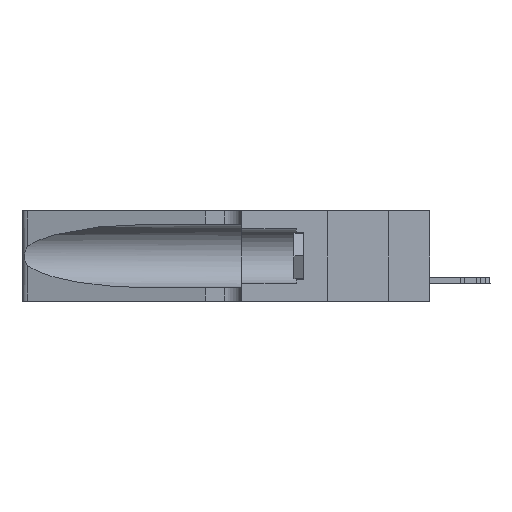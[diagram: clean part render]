
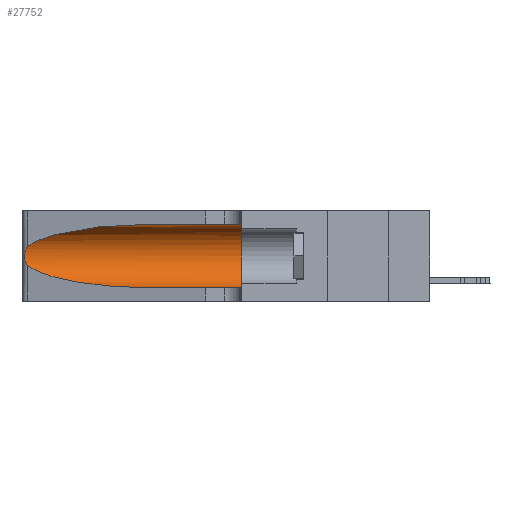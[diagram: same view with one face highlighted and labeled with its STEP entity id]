
A CAD part, left-side view. The second image highlights one B-rep face of the part: STEP entity #27752.
In plain terms, the highlighted cylindrical face has radius 3.308 mm (diameter 6.617 mm), a partial arc.
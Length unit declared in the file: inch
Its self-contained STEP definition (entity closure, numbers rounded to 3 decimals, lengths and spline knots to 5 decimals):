
#725 = EDGE_CURVE ( 'NONE', #29479, #8571, #9424, .T. ) ;
#868 = EDGE_CURVE ( 'NONE', #32702, #8571, #24203, .T. ) ;
#1045 = B_SPLINE_CURVE_WITH_KNOTS ( 'NONE', 3,
 ( #38927, #12164, #2003, #36750, #5550, #6505, #18406, #43014, #25804, #29177, #21950, #22118, #19656, #32614 ),
 .UNSPECIFIED., .F., .F.,
 ( 4, 2, 2, 2, 2, 2, 4 ),
 ( 0., 0.00027, 0.00053, 0.00107, 0.0016, 0.00187, 0.00214 ),
 .UNSPECIFIED. ) ;
#2003 = CARTESIAN_POINT ( 'NONE',  ( 0.25639, 1.23184, 0.21858 ) ) ;
#2227 = CARTESIAN_POINT ( 'NONE',  ( 0.1305, 1.61858, 0.31525 ) ) ;
#2741 = ORIENTED_EDGE ( 'NONE', *, *, #24333, .T. ) ;
#5550 = CARTESIAN_POINT ( 'NONE',  ( 0.25854, 1.2359, 0.20912 ) ) ;
#6374 = CARTESIAN_POINT ( 'NONE',  ( 0.1305, 1.61858, 0.05475 ) ) ;
#6505 = CARTESIAN_POINT ( 'NONE',  ( 0.26018, 1.23835, 0.19895 ) ) ;
#6589 = CARTESIAN_POINT ( 'NONE',  ( 0.2373, 1.15595, 0.08982 ) ) ;
#6680 = EDGE_CURVE ( 'NONE', #17666, #29479, #35045, .T. ) ;
#7460 = CYLINDRICAL_SURFACE ( 'NONE', #35777, 0.13025 ) ;
#8127 = CARTESIAN_POINT ( 'NONE',  ( 0.1305, 0.35, 0.31525 ) ) ;
#8312 = EDGE_LOOP ( 'NONE', ( #2741, #42415, #17764, #12208, #43579, #21573 ) ) ;
#8571 = VERTEX_POINT ( 'NONE', #8817 ) ;
#8716 = CARTESIAN_POINT ( 'NONE',  ( 0.1305, 0.72297, 0.31525 ) ) ;
#8817 = CARTESIAN_POINT ( 'NONE',  ( 0.1305, 0.35, 0.05475 ) ) ;
#9283 = EDGE_CURVE ( 'NONE', #30623, #32702, #18820, .T. ) ;
#9424 = CIRCLE ( 'NONE', #17050, 0.13025 ) ;
#10754 = EDGE_CURVE ( 'NONE', #44517, #30623, #1045, .T. ) ;
#11087 = CARTESIAN_POINT ( 'NONE',  ( 0.25487, 1.22718, 0.22369 ) ) ;
#12164 = CARTESIAN_POINT ( 'NONE',  ( 0.25555, 1.22994, 0.2215 ) ) ;
#12208 = ORIENTED_EDGE ( 'NONE', *, *, #868, .T. ) ;
#13491 = FACE_OUTER_BOUND ( 'NONE', #8312, .T. ) ;
#14223 = CARTESIAN_POINT ( 'NONE',  ( 0.1305, 0.72297, 0.05475 ) ) ;
#15930 = CARTESIAN_POINT ( 'NONE',  ( 0.2373, 1.15595, 0.28018 ) ) ;
#17050 = AXIS2_PLACEMENT_3D ( 'NONE', #17868, #32624, #18780 ) ;
#17666 = VERTEX_POINT ( 'NONE', #8716 ) ;
#17764 = ORIENTED_EDGE ( 'NONE', *, *, #9283, .T. ) ;
#17868 = CARTESIAN_POINT ( 'NONE',  ( 0.1305, 0.35, 0.185 ) ) ;
#18284 = DIRECTION ( 'NONE',  ( 0., -1., 0. ) ) ;
#18406 = CARTESIAN_POINT ( 'NONE',  ( 0.26075, 1.23896, 0.19203 ) ) ;
#18780 = DIRECTION ( 'NONE',  ( 0., 0., 1. ) ) ;
#18820 =( BOUNDED_CURVE ( )  B_SPLINE_CURVE ( 3, ( #20404, #6589, #39487, #25832 ),
 .UNSPECIFIED., .F., .T. ) 
 B_SPLINE_CURVE_WITH_KNOTS ( ( 4, 4 ),
 ( 3.44316, 4.71239 ),
 .UNSPECIFIED. ) 
 CURVE ( )  GEOMETRIC_REPRESENTATION_ITEM ( )  RATIONAL_B_SPLINE_CURVE ( ( 1., 0.87, 0.87, 1. ) ) 
 REPRESENTATION_ITEM ( '' )  );
#19656 = CARTESIAN_POINT ( 'NONE',  ( 0.25555, 1.22993, 0.14849 ) ) ;
#20404 = CARTESIAN_POINT ( 'NONE',  ( 0.25487, 1.22718, 0.14631 ) ) ;
#21573 = ORIENTED_EDGE ( 'NONE', *, *, #6680, .F. ) ;
#21950 = CARTESIAN_POINT ( 'NONE',  ( 0.25789, 1.23486, 0.15765 ) ) ;
#22118 = CARTESIAN_POINT ( 'NONE',  ( 0.25639, 1.23186, 0.15144 ) ) ;
#22987 = DIRECTION ( 'NONE',  ( 0., -1., 0. ) ) ;
#24203 = LINE ( 'NONE', #6374, #41790 ) ;
#24333 = EDGE_CURVE ( 'NONE', #17666, #44517, #32347, .T. ) ;
#25804 = CARTESIAN_POINT ( 'NONE',  ( 0.26017, 1.23833, 0.17102 ) ) ;
#25832 = CARTESIAN_POINT ( 'NONE',  ( 0.1305, 0.72297, 0.05475 ) ) ;
#27669 = CARTESIAN_POINT ( 'NONE',  ( 0.25487, 1.22718, 0.22369 ) ) ;
#27752 = ADVANCED_FACE ( 'NONE', ( #13491 ), #7460, .F. ) ;
#28894 = DIRECTION ( 'NONE',  ( 0., 0., -1. ) ) ;
#28976 = VECTOR ( 'NONE', #22987, 39.37008 ) ;
#29177 = CARTESIAN_POINT ( 'NONE',  ( 0.25856, 1.23593, 0.16098 ) ) ;
#29479 = VERTEX_POINT ( 'NONE', #8127 ) ;
#29942 = CARTESIAN_POINT ( 'NONE',  ( 0.1305, 0.72297, 0.31525 ) ) ;
#30338 = DIRECTION ( 'NONE',  ( 0., -1., 0. ) ) ;
#30623 = VERTEX_POINT ( 'NONE', #33950 ) ;
#32347 =( BOUNDED_CURVE ( )  B_SPLINE_CURVE ( 3, ( #29942, #33803, #15930, #27669 ),
 .UNSPECIFIED., .F., .F. ) 
 B_SPLINE_CURVE_WITH_KNOTS ( ( 4, 4 ),
 ( 1.5708, 2.84003 ),
 .UNSPECIFIED. ) 
 CURVE ( )  GEOMETRIC_REPRESENTATION_ITEM ( )  RATIONAL_B_SPLINE_CURVE ( ( 1., 0.87, 0.87, 1. ) ) 
 REPRESENTATION_ITEM ( '' )  );
#32614 = CARTESIAN_POINT ( 'NONE',  ( 0.25487, 1.22718, 0.14631 ) ) ;
#32624 = DIRECTION ( 'NONE',  ( 0., 1., 0. ) ) ;
#32702 = VERTEX_POINT ( 'NONE', #14223 ) ;
#33803 = CARTESIAN_POINT ( 'NONE',  ( 0.18966, 0.96281, 0.31525 ) ) ;
#33950 = CARTESIAN_POINT ( 'NONE',  ( 0.25487, 1.22718, 0.14631 ) ) ;
#35045 = LINE ( 'NONE', #2227, #28976 ) ;
#35777 = AXIS2_PLACEMENT_3D ( 'NONE', #39339, #18284, #28894 ) ;
#36750 = CARTESIAN_POINT ( 'NONE',  ( 0.25787, 1.23484, 0.2124 ) ) ;
#38927 = CARTESIAN_POINT ( 'NONE',  ( 0.25487, 1.22718, 0.22369 ) ) ;
#39339 = CARTESIAN_POINT ( 'NONE',  ( 0.1305, 1.61858, 0.185 ) ) ;
#39487 = CARTESIAN_POINT ( 'NONE',  ( 0.18966, 0.96281, 0.05475 ) ) ;
#41790 = VECTOR ( 'NONE', #30338, 39.37008 ) ;
#42415 = ORIENTED_EDGE ( 'NONE', *, *, #10754, .T. ) ;
#43014 = CARTESIAN_POINT ( 'NONE',  ( 0.26075, 1.23896, 0.178 ) ) ;
#43579 = ORIENTED_EDGE ( 'NONE', *, *, #725, .F. ) ;
#44517 = VERTEX_POINT ( 'NONE', #11087 ) ;
